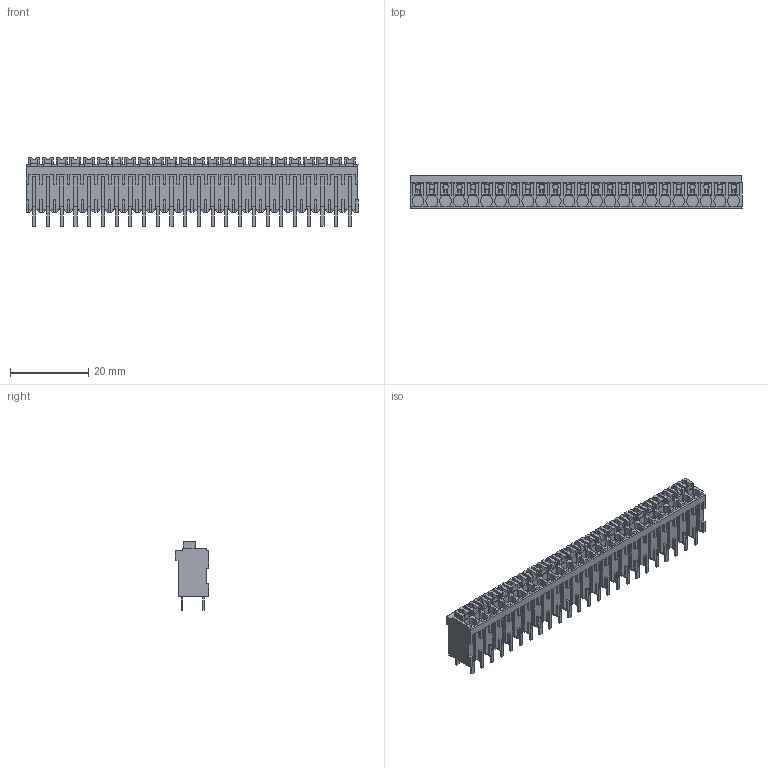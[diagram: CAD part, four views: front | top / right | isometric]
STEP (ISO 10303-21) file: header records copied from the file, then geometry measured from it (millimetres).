
FILE_DESCRIPTION(('CATIA V5 STEP Exchange','CAx-IF Rec.Pracs.--- Model Styling and Organization---1.2---2011-12-15'),'2;1');
FILE_NAME ('D1457917_0_1870630000_1870630000.stp','2018-03-20T05:43:08+00:00',('none'),('Weidmueller'),'CATIA Version 5-6 Release 2014','CATIA V5 STEP AP214','none');
FILE_SCHEMA(('AUTOMOTIVE_DESIGN { 1 0 10303 214 1 1 1 1 }'));
Products named in the file (1): 1870630000
Bounding box: 84.7 x 8.5 x 17.42 mm (x, y, z)
Volume: 6674 mm3; surface area: 7577.3 mm2
Topology: 73 solids, 73 shells, 1936 faces, 5577 edges, 3763 vertices
Faces by surface type: plane 1840, cylinder 96
Entity records: 61213 total; most frequent: CARTESIAN_POINT 12129, ORIENTED_EDGE 11154, DIRECTION 7937, EDGE_CURVE 5577, VECTOR 5193, LINE 5193, VERTEX_POINT 3763, EDGE_LOOP 1960
